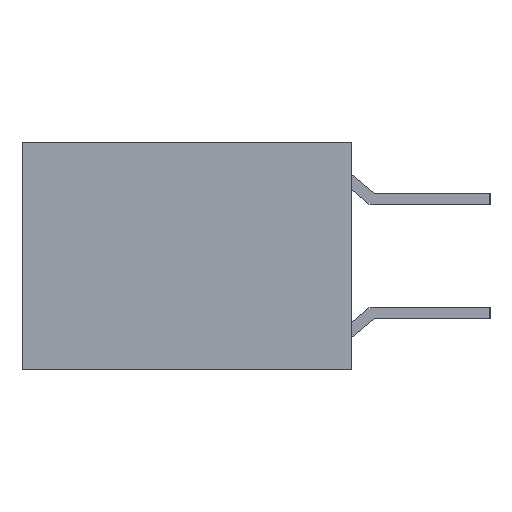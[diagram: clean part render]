
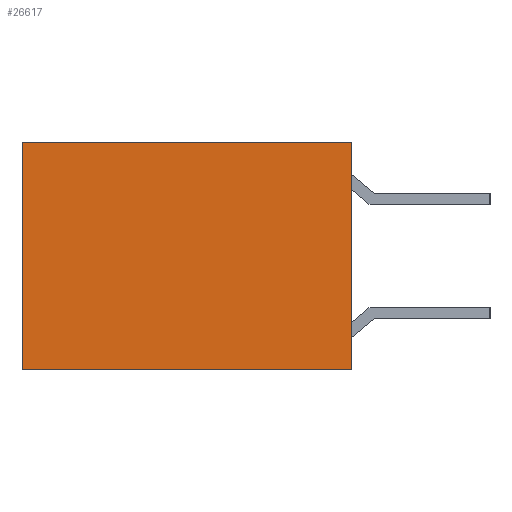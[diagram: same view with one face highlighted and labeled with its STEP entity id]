
A CAD part, left-side view. The second image highlights one B-rep face of the part: STEP entity #26617.
In plain terms, the highlighted planar face has unit normal (-1, 0, 0).
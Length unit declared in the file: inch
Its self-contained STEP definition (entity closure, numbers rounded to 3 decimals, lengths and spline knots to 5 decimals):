
#205=ORIENTED_EDGE('',*,*,#8116,.T.);
#206=ORIENTED_EDGE('',*,*,#8117,.F.);
#207=ORIENTED_EDGE('',*,*,#7950,.F.);
#208=ORIENTED_EDGE('',*,*,#8114,.T.);
#7950=EDGE_CURVE('',#11906,#11907,#14490,.T.);
#8114=EDGE_CURVE('',#11906,#12070,#14654,.T.);
#8116=EDGE_CURVE('',#12070,#12071,#14656,.T.);
#8117=EDGE_CURVE('',#11907,#12071,#14657,.T.);
#11906=VERTEX_POINT('',#35816);
#11907=VERTEX_POINT('',#35818);
#12070=VERTEX_POINT('',#36145);
#12071=VERTEX_POINT('',#36150);
#14490=LINE('',#35817,#18446);
#14654=LINE('',#36146,#18610);
#14656=LINE('',#36149,#18612);
#14657=LINE('',#36151,#18613);
#18446=VECTOR('',#29257,39.37008);
#18610=VECTOR('',#29423,39.37008);
#18612=VECTOR('',#29427,39.37008);
#18613=VECTOR('',#29428,39.37008);
#22443=EDGE_LOOP('',(#205,#206,#207,#208));
#23901=FACE_BOUND('',#22443,.T.);
#25319=PLANE('',#27953);
#26617=ADVANCED_FACE('',(#23901),#25319,.F.);
#27953=AXIS2_PLACEMENT_3D('',#36148,#29425,#29426);
#29257=DIRECTION('',(0.,0.,1.));
#29423=DIRECTION('',(0.,-1.,0.));
#29425=DIRECTION('',(1.,0.,0.));
#29426=DIRECTION('',(0.,0.,-1.));
#29427=DIRECTION('',(0.,0.,1.));
#29428=DIRECTION('',(0.,-1.,0.));
#35816=CARTESIAN_POINT('',(-1.,0.29,-0.1));
#35817=CARTESIAN_POINT('',(-1.,0.29,-0.1));
#35818=CARTESIAN_POINT('',(-1.,0.29,0.1));
#36145=CARTESIAN_POINT('',(-1.,0.,-0.1));
#36146=CARTESIAN_POINT('',(-1.,0.29,-0.1));
#36148=CARTESIAN_POINT('',(-1.,0.29,-0.1));
#36149=CARTESIAN_POINT('',(-1.,0.,-0.1));
#36150=CARTESIAN_POINT('',(-1.,0.,0.1));
#36151=CARTESIAN_POINT('',(-1.,0.29,0.1));
